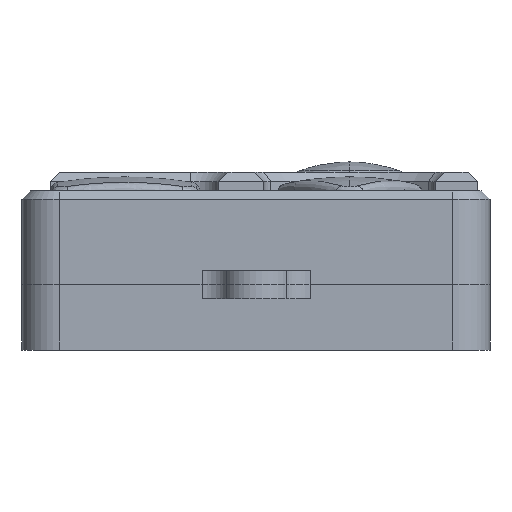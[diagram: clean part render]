
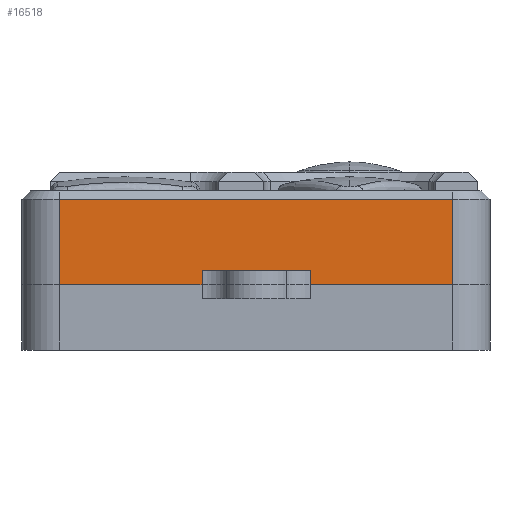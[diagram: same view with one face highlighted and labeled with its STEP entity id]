
A CAD part, front view. The second image highlights one B-rep face of the part: STEP entity #16518.
In plain terms, the highlighted free-form (B-spline) face has degree [1, 1] with [2, 2] control points.
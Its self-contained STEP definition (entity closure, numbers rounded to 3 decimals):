
#5425=DIRECTION('',(1.,0.,0.));
#5426=VECTOR('',#5425,11.543);
#5427=CARTESIAN_POINT('',(-15.769,-8.5,36.));
#5428=LINE('',#5427,#5426);
#5440=DIRECTION('',(0.,-1.,0.));
#5441=VECTOR('',#5440,1.5);
#5442=CARTESIAN_POINT('',(-15.769,-8.5,36.));
#5443=LINE('',#5442,#5441);
#5447=DIRECTION('',(1.,0.,0.));
#5448=VECTOR('',#5447,15.231);
#5449=CARTESIAN_POINT('',(-31.,-10.,36.));
#5450=LINE('',#5449,#5448);
#5454=DIRECTION('',(1.,0.,0.));
#5455=VECTOR('',#5454,42.);
#5456=CARTESIAN_POINT('',(-31.,-0.9,
36.));
#5457=LINE('',#5456,#5455);
#5461=DIRECTION('',(0.,-1.,0.));
#5462=VECTOR('',#5461,9.1);
#5463=CARTESIAN_POINT('',(11.,-0.9,
36.));
#5464=LINE('',#5463,#5462);
#5468=DIRECTION('',(1.,0.,0.));
#5469=VECTOR('',#5468,15.225);
#5470=CARTESIAN_POINT('',(-4.225,-10.,36.));
#5471=LINE('',#5470,#5469);
#5475=DIRECTION('',(0.,1.,0.));
#5476=VECTOR('',#5475,1.5);
#5477=CARTESIAN_POINT('',(-4.225,-10.,36.));
#5478=LINE('',#5477,#5476);
#5536=DIRECTION('',(0.,-1.,0.));
#5537=VECTOR('',#5536,9.1);
#5538=CARTESIAN_POINT('',(-31.,-0.9,
36.));
#5539=LINE('',#5538,#5537);
#9298=CARTESIAN_POINT('',(11.,-10.,36.));
#9299=VERTEX_POINT('',#9298);
#9300=CARTESIAN_POINT('',(-31.,-10.,36.));
#9302=VERTEX_POINT('',#9300);
#9454=CARTESIAN_POINT('',(11.,-0.9,36.));
#9456=VERTEX_POINT('',#9454);
#9460=CARTESIAN_POINT('',(-31.,-0.9,
36.));
#9461=VERTEX_POINT('',#9460);
#10030=CARTESIAN_POINT('',(-15.769,-8.5,36.));
#10031=CARTESIAN_POINT('',(-15.769,-10.,36.));
#10032=VERTEX_POINT('',#10030);
#10033=VERTEX_POINT('',#10031);
#10038=CARTESIAN_POINT('',(-4.225,-10.,36.));
#10039=CARTESIAN_POINT('',(-4.225,-8.5,36.));
#10040=VERTEX_POINT('',#10038);
#10041=VERTEX_POINT('',#10039);
#16498=CARTESIAN_POINT('',(-31.84,-10.182,36.));
#16499=CARTESIAN_POINT('',(-31.84,-0.718,36.));
#16500=CARTESIAN_POINT('',(11.84,-10.182,36.));
#16501=CARTESIAN_POINT('',(11.84,-0.718,36.));
#16502=B_SPLINE_SURFACE_WITH_KNOTS('',1,1,((#16498,#16499),(#16500,#16501)),
.UNSPECIFIED.,.F.,.F.,.F.,(2,2),(2,2),(-21.14,22.54),(-10.182,-0.718),
.UNSPECIFIED.);
#16504=ORIENTED_EDGE('',*,*,#16503,.T.);
#16505=ORIENTED_EDGE('',*,*,#16324,.F.);
#16507=ORIENTED_EDGE('',*,*,#16506,.F.);
#16509=ORIENTED_EDGE('',*,*,#16508,.T.);
#16511=ORIENTED_EDGE('',*,*,#16510,.T.);
#16512=ORIENTED_EDGE('',*,*,#16277,.F.);
#16514=ORIENTED_EDGE('',*,*,#16513,.T.);
#16515=ORIENTED_EDGE('',*,*,#16476,.F.);
#16516=EDGE_LOOP('',(#16504,#16505,#16507,#16509,#16511,#16512,#16514,#16515));
#16517=FACE_OUTER_BOUND('',#16516,.F.);
#16277=EDGE_CURVE('',#10040,#9299,#5471,.T.);
#16324=EDGE_CURVE('',#9302,#10033,#5450,.T.);
#16476=EDGE_CURVE('',#10032,#10041,#5428,.T.);
#16503=EDGE_CURVE('',#10032,#10033,#5443,.T.);
#16506=EDGE_CURVE('',#9461,#9302,#5539,.T.);
#16508=EDGE_CURVE('',#9461,#9456,#5457,.T.);
#16510=EDGE_CURVE('',#9456,#9299,#5464,.T.);
#16513=EDGE_CURVE('',#10040,#10041,#5478,.T.);
#16518=ADVANCED_FACE('',(#16517),#16502,.T.);
